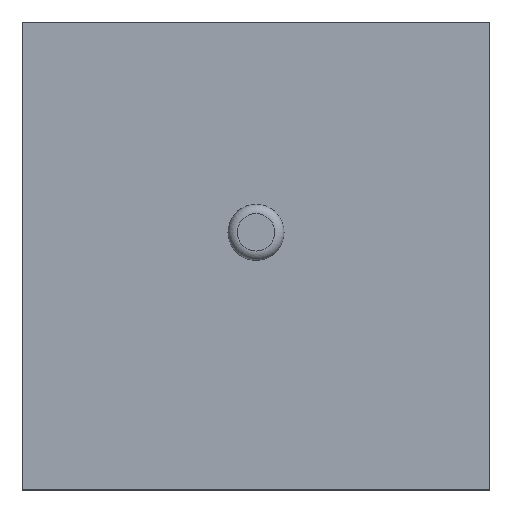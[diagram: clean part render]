
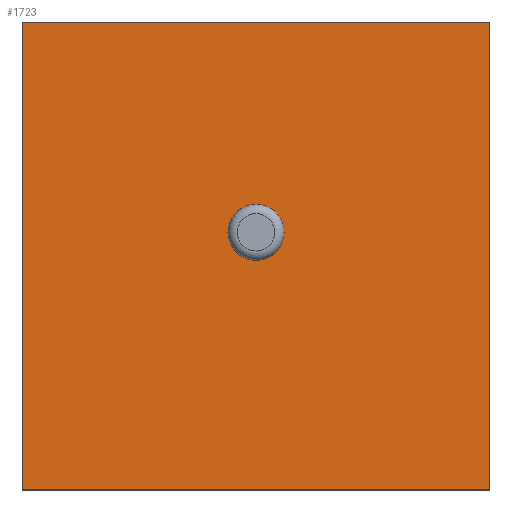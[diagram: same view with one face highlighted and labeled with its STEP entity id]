
A CAD part, top view. The second image highlights one B-rep face of the part: STEP entity #1723.
In plain terms, the highlighted planar face has unit normal (0, 0, 1).
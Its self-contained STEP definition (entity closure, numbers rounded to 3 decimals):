
#23=FACE_BOUND('',#271,.T.);
#93=PLANE('',#1858);
#181=FACE_OUTER_BOUND('',#270,.T.);
#270=EDGE_LOOP('',(#1556,#1557,#1558,#1559));
#271=EDGE_LOOP('',(#1560));
#468=LINE('',#2766,#671);
#471=LINE('',#2771,#674);
#472=LINE('',#2774,#675);
#474=LINE('',#2777,#677);
#671=VECTOR('',#2287,10.);
#674=VECTOR('',#2292,10.);
#675=VECTOR('',#2295,10.);
#677=VECTOR('',#2299,10.);
#704=CIRCLE('',#1851,0.6);
#850=VERTEX_POINT('',#2749);
#855=VERTEX_POINT('',#2763);
#856=VERTEX_POINT('',#2765);
#857=VERTEX_POINT('',#2769);
#858=VERTEX_POINT('',#2773);
#1080=EDGE_CURVE('',#850,#850,#704,.T.);
#1086=EDGE_CURVE('',#856,#855,#468,.T.);
#1089=EDGE_CURVE('',#855,#857,#471,.T.);
#1090=EDGE_CURVE('',#858,#856,#472,.T.);
#1092=EDGE_CURVE('',#857,#858,#474,.T.);
#1556=ORIENTED_EDGE('',*,*,#1089,.T.);
#1557=ORIENTED_EDGE('',*,*,#1092,.T.);
#1558=ORIENTED_EDGE('',*,*,#1090,.T.);
#1559=ORIENTED_EDGE('',*,*,#1086,.T.);
#1560=ORIENTED_EDGE('',*,*,#1080,.T.);
#1723=ADVANCED_FACE('',(#181,#23),#93,.T.);
#1851=AXIS2_PLACEMENT_3D('',#2751,#2274,#2275);
#1858=AXIS2_PLACEMENT_3D('',#2778,#2300,#2301);
#2274=DIRECTION('center_axis',(0.,0.,-1.));
#2275=DIRECTION('ref_axis',(1.,0.,0.));
#2287=DIRECTION('',(-1.,0.,0.));
#2292=DIRECTION('',(0.,-1.,0.));
#2295=DIRECTION('',(0.,1.,0.));
#2299=DIRECTION('',(1.,0.,0.));
#2300=DIRECTION('center_axis',(0.,0.,1.));
#2301=DIRECTION('ref_axis',(1.,0.,0.));
#2749=CARTESIAN_POINT('',(4.4,5.5,6.5));
#2751=CARTESIAN_POINT('Origin',(5.,5.5,6.5));
#2763=CARTESIAN_POINT('',(0.,10.,6.5));
#2765=CARTESIAN_POINT('',(10.,10.,6.5));
#2766=CARTESIAN_POINT('',(10.,10.,6.5));
#2769=CARTESIAN_POINT('',(0.,0.,6.5));
#2771=CARTESIAN_POINT('',(0.,10.,6.5));
#2773=CARTESIAN_POINT('',(10.,0.,6.5));
#2774=CARTESIAN_POINT('',(10.,0.,6.5));
#2777=CARTESIAN_POINT('',(0.,0.,6.5));
#2778=CARTESIAN_POINT('Origin',(5.,5.,6.5));
